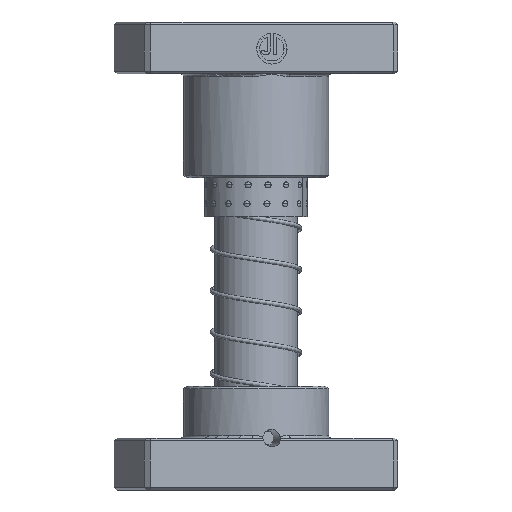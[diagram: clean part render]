
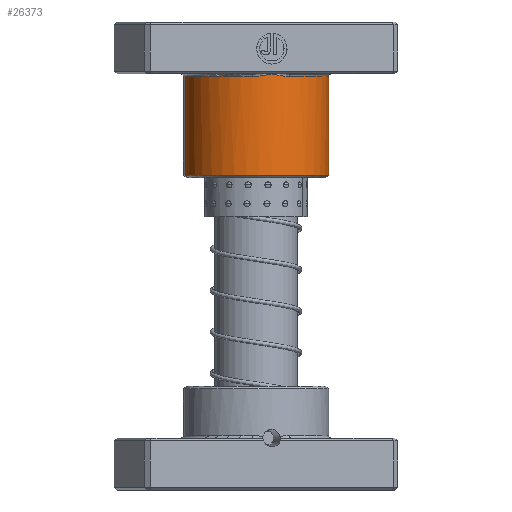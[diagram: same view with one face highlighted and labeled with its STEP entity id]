
A CAD part, front view. The second image highlights one B-rep face of the part: STEP entity #26373.
In plain terms, the highlighted cylindrical face has radius 28 mm (diameter 56 mm), a partial arc.
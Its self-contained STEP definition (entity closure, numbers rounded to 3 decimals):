
#633 = EDGE_LOOP ( 'NONE', ( #16803, #42595, #18278, #24394, #12295, #42847, #39119 ) ) ;
#1387 = DIRECTION ( 'NONE',  ( 1., 0., 0. ) ) ;
#1509 = VERTEX_POINT ( 'NONE', #12626 ) ;
#2296 = DIRECTION ( 'NONE',  ( 0., 0., 1. ) ) ;
#2515 = CARTESIAN_POINT ( 'NONE',  ( -7.289, 27.034, 21. ) ) ;
#3314 = CARTESIAN_POINT ( 'NONE',  ( 0.304, 28., 20.058 ) ) ;
#4119 = CARTESIAN_POINT ( 'NONE',  ( 7.289, 27.034, 21. ) ) ;
#5938 = VECTOR ( 'NONE', #42776, 1000. ) ;
#6602 = CARTESIAN_POINT ( 'NONE',  ( 0., 0., 59. ) ) ;
#6645 = CARTESIAN_POINT ( 'NONE',  ( 7.289, 27.034, 21. ) ) ;
#6865 = VERTEX_POINT ( 'NONE', #24583 ) ;
#6917 = AXIS2_PLACEMENT_3D ( 'NONE', #6602, #30623, #10038 ) ;
#9146 = VECTOR ( 'NONE', #41130, 1000. ) ;
#10038 = DIRECTION ( 'NONE',  ( 1., 0., 0. ) ) ;
#11948 = CARTESIAN_POINT ( 'NONE',  ( 0., 28., 20. ) ) ;
#12295 = ORIENTED_EDGE ( 'NONE', *, *, #30237, .T. ) ;
#12626 = CARTESIAN_POINT ( 'NONE',  ( 0., 28., 20. ) ) ;
#12718 = CARTESIAN_POINT ( 'NONE',  ( -1.223, 28., 20.235 ) ) ;
#13543 = CARTESIAN_POINT ( 'NONE',  ( 4.873, 27.58, 20.837 ) ) ;
#15077 = DIRECTION ( 'NONE',  ( -1., 0., 0. ) ) ;
#16029 = VERTEX_POINT ( 'NONE', #35889 ) ;
#16045 = CYLINDRICAL_SURFACE ( 'NONE', #42231, 28. ) ;
#16196 = CARTESIAN_POINT ( 'NONE',  ( -2.448, 27.92, 20.472 ) ) ;
#16604 = B_SPLINE_CURVE_WITH_KNOTS ( 'NONE', 3,
 ( #11948, #12718, #16196, #40144, #19705, #43565, #23109, #2515 ),
 .UNSPECIFIED., .F., .F.,
 ( 4, 2, 2, 4 ),
 ( 0., 0.004, 0.006, 0.007 ),
 .UNSPECIFIED. ) ;
#16803 = ORIENTED_EDGE ( 'NONE', *, *, #42642, .T. ) ;
#16995 = CARTESIAN_POINT ( 'NONE',  ( 3.054, 27.84, 20.566 ) ) ;
#17163 = FACE_OUTER_BOUND ( 'NONE', #633, .T. ) ;
#18278 = ORIENTED_EDGE ( 'NONE', *, *, #22789, .T. ) ;
#18317 = LINE ( 'NONE', #27722, #9146 ) ;
#19705 = CARTESIAN_POINT ( 'NONE',  ( -4.873, 27.58, 20.837 ) ) ;
#20029 = EDGE_CURVE ( 'NONE', #31812, #21200, #18317, .T. ) ;
#20482 = CARTESIAN_POINT ( 'NONE',  ( 1.529, 27.96, 20.291 ) ) ;
#21200 = VERTEX_POINT ( 'NONE', #23963 ) ;
#21985 = DIRECTION ( 'NONE',  ( 0., 0., 1. ) ) ;
#22014 = DIRECTION ( 'NONE',  ( 0., 0., -1. ) ) ;
#22253 = CIRCLE ( 'NONE', #6917, 28. ) ;
#22789 = EDGE_CURVE ( 'NONE', #6865, #24810, #37383, .T. ) ;
#22896 = CARTESIAN_POINT ( 'NONE',  ( 0., 0., 21. ) ) ;
#23109 = CARTESIAN_POINT ( 'NONE',  ( -6.685, 27.198, 21. ) ) ;
#23902 = CARTESIAN_POINT ( 'NONE',  ( 0.611, 27.995, 20.118 ) ) ;
#23963 = CARTESIAN_POINT ( 'NONE',  ( -28., 0., 21. ) ) ;
#24394 = ORIENTED_EDGE ( 'NONE', *, *, #37363, .T. ) ;
#24583 = CARTESIAN_POINT ( 'NONE',  ( 28., 0., 21. ) ) ;
#24810 = VERTEX_POINT ( 'NONE', #4119 ) ;
#25929 = EDGE_CURVE ( 'NONE', #39905, #6865, #33308, .T. ) ;
#26350 = DIRECTION ( 'NONE',  ( 1., 0., 0. ) ) ;
#26373 = ADVANCED_FACE ( 'NONE', ( #17163 ), #16045, .T. ) ;
#27076 = CARTESIAN_POINT ( 'NONE',  ( 6.685, 27.198, 21. ) ) ;
#27388 = CARTESIAN_POINT ( 'NONE',  ( 0., 28., 20. ) ) ;
#27722 = CARTESIAN_POINT ( 'NONE',  ( -28., 0., 60. ) ) ;
#28441 = AXIS2_PLACEMENT_3D ( 'NONE', #22896, #2296, #26350 ) ;
#30237 = EDGE_CURVE ( 'NONE', #1509, #16029, #16604, .T. ) ;
#30623 = DIRECTION ( 'NONE',  ( 0., 0., -1. ) ) ;
#31278 = CARTESIAN_POINT ( 'NONE',  ( 28., 0., 59. ) ) ;
#31684 = B_SPLINE_CURVE_WITH_KNOTS ( 'NONE', 3,
 ( #6645, #27076, #34071, #13543, #37507, #16995, #40948, #20482, #44363, #23902, #3314, #27388 ),
 .UNSPECIFIED., .F., .F.,
 ( 4, 2, 2, 2, 2, 4 ),
 ( 0., 0.002, 0.004, 0.006, 0.006, 0.007 ),
 .UNSPECIFIED. ) ;
#31812 = VERTEX_POINT ( 'NONE', #36084 ) ;
#32393 = CARTESIAN_POINT ( 'NONE',  ( 28., 0., 60. ) ) ;
#33148 = EDGE_CURVE ( 'NONE', #16029, #21200, #39631, .T. ) ;
#33276 = AXIS2_PLACEMENT_3D ( 'NONE', #42441, #21985, #1387 ) ;
#33308 = LINE ( 'NONE', #32393, #5938 ) ;
#34071 = CARTESIAN_POINT ( 'NONE',  ( 6.081, 27.339, 20.959 ) ) ;
#35889 = CARTESIAN_POINT ( 'NONE',  ( -7.289, 27.034, 21. ) ) ;
#36084 = CARTESIAN_POINT ( 'NONE',  ( -28., 0., 59. ) ) ;
#37363 = EDGE_CURVE ( 'NONE', #24810, #1509, #31684, .T. ) ;
#37383 = CIRCLE ( 'NONE', #28441, 28. ) ;
#37507 = CARTESIAN_POINT ( 'NONE',  ( 4.268, 27.68, 20.755 ) ) ;
#39034 = CARTESIAN_POINT ( 'NONE',  ( 0., 0., 60. ) ) ;
#39119 = ORIENTED_EDGE ( 'NONE', *, *, #20029, .F. ) ;
#39631 = CIRCLE ( 'NONE', #33276, 28. ) ;
#39905 = VERTEX_POINT ( 'NONE', #31278 ) ;
#40144 = CARTESIAN_POINT ( 'NONE',  ( -4.268, 27.68, 20.755 ) ) ;
#40948 = CARTESIAN_POINT ( 'NONE',  ( 2.446, 27.9, 20.46 ) ) ;
#41130 = DIRECTION ( 'NONE',  ( 0., 0., -1. ) ) ;
#42231 = AXIS2_PLACEMENT_3D ( 'NONE', #39034, #22014, #15077 ) ;
#42441 = CARTESIAN_POINT ( 'NONE',  ( 0., 0., 21. ) ) ;
#42595 = ORIENTED_EDGE ( 'NONE', *, *, #25929, .T. ) ;
#42642 = EDGE_CURVE ( 'NONE', #31812, #39905, #22253, .T. ) ;
#42776 = DIRECTION ( 'NONE',  ( 0., 0., -1. ) ) ;
#42847 = ORIENTED_EDGE ( 'NONE', *, *, #33148, .T. ) ;
#43565 = CARTESIAN_POINT ( 'NONE',  ( -6.081, 27.339, 20.959 ) ) ;
#44363 = CARTESIAN_POINT ( 'NONE',  ( 1.223, 27.975, 20.234 ) ) ;
